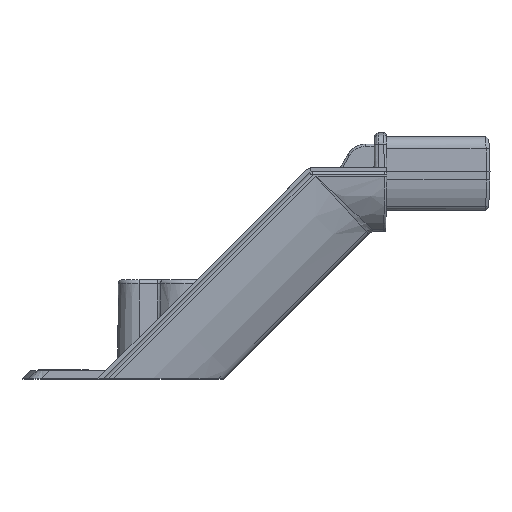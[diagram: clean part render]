
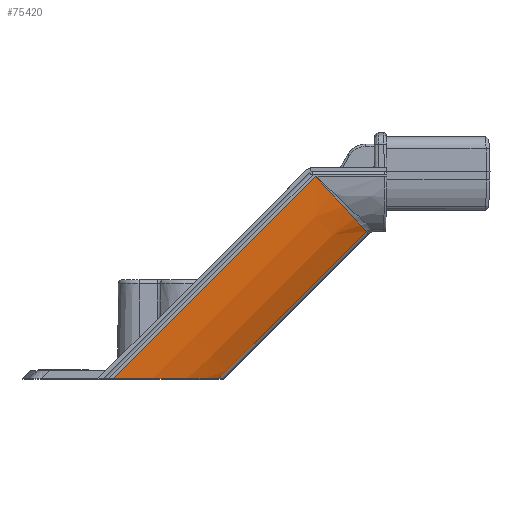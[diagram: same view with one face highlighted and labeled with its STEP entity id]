
A CAD part, top view. The second image highlights one B-rep face of the part: STEP entity #75420.
In plain terms, the highlighted face is a extrusion surface.
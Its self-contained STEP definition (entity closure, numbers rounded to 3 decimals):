
#67780=CARTESIAN_POINT('',(-43.077,49.689,
-2.489));
#67790=VERTEX_POINT('',#67780);
#74520=CARTESIAN_POINT('',(-44.557,51.141,
-2.489));
#74530=CARTESIAN_POINT('',(-44.068,50.652,
-2.489));
#74540=CARTESIAN_POINT('',(-43.58,50.164,
-2.489));
#74550=CARTESIAN_POINT('',(-41.476,48.06,
-2.489));
#74560=CARTESIAN_POINT('',(-39.87,46.454,
-2.736));
#74570=CARTESIAN_POINT('',(-36.789,43.373,
-3.71));
#74580=CARTESIAN_POINT('',(-35.333,41.917,
-4.43));
#74590=CARTESIAN_POINT('',(-32.689,39.273,
-6.287));
#74600=CARTESIAN_POINT('',(-31.517,38.101,
-7.412));
#74610=CARTESIAN_POINT('',(-29.751,36.335,
-9.723));
#74620=CARTESIAN_POINT('',(-28.966,35.55,
-10.75));
#74630=CARTESIAN_POINT('',(-16.131,22.715,
-27.549));
#74640=CARTESIAN_POINT('',(-4.08,10.664,
-43.32));
#74650=CARTESIAN_POINT('',(8.329,-1.745,
-59.56));
#74660=CARTESIAN_POINT('',(8.687,-2.104,
-60.03));
#74670=CARTESIAN_POINT('',(44.298,-37.714,
-106.634));
#74680=CARTESIAN_POINT('',(79.549,-72.966,
-152.769));
#74690=CARTESIAN_POINT('',(128.499,-121.915,
-216.832));
#74700=CARTESIAN_POINT('',(142.198,-135.614,
-234.76));
#74710=CARTESIAN_POINT('',(169.704,-163.12,
-270.758));
#74720=CARTESIAN_POINT('',(183.511,-176.927,
-288.828));
#74730=CARTESIAN_POINT('',(197.319,-190.735,
-306.899));
#74740=B_SPLINE_CURVE_WITH_KNOTS('',3,(#74520,#74530,#74540,#74550,
#74560,#74570,#74580,#74590,#74600,#74610,#74620,#74630,#74640,#74650,
#74660,#74670,#74680,#74690,#74700,#74710,#74720,#74730),.UNSPECIFIED.,
.F.,.F.,(4,2,2,2,2,2,2,2,2,2,4),(-0.303,0.,1.,2.,3.,
3.8,16.087,16.453,52.397,
66.364,80.443),.UNSPECIFIED.);
#74750=DIRECTION('',(-0.707,-0.707,0.));
#74760=VECTOR('',#74750,1.);
#74770=SURFACE_OF_LINEAR_EXTRUSION('',#74740,#74760);
#74780=CARTESIAN_POINT('',(-94.998,0.701,
-2.489));
#74790=CARTESIAN_POINT('',(-94.02,0.701,
-2.489));
#74800=CARTESIAN_POINT('',(-93.043,0.701,
-2.489));
#74810=CARTESIAN_POINT('',(-88.834,0.701,
-2.489));
#74820=CARTESIAN_POINT('',(-85.623,0.701,
-2.736));
#74830=CARTESIAN_POINT('',(-79.462,0.701,
-3.71));
#74840=CARTESIAN_POINT('',(-76.549,0.701,
-4.43));
#74850=CARTESIAN_POINT('',(-71.261,0.701,
-6.287));
#74860=CARTESIAN_POINT('',(-68.918,0.701,
-7.412));
#74870=CARTESIAN_POINT('',(-65.386,0.701,
-9.723));
#74880=CARTESIAN_POINT('',(-63.816,0.701,
-10.75));
#74890=CARTESIAN_POINT('',(-38.145,0.701,
-27.549));
#74900=CARTESIAN_POINT('',(-14.044,0.701,
-43.32));
#74910=CARTESIAN_POINT('',(10.774,0.701,
-59.56));
#74920=CARTESIAN_POINT('',(11.492,0.701,
-60.03));
#74930=CARTESIAN_POINT('',(82.712,0.701,
-106.634));
#74940=CARTESIAN_POINT('',(153.216,0.701,
-152.769));
#74950=CARTESIAN_POINT('',(251.115,0.701,
-216.832));
#74960=CARTESIAN_POINT('',(278.512,0.701,
-234.76));
#74970=CARTESIAN_POINT('',(333.524,0.701,
-270.758));
#74980=CARTESIAN_POINT('',(361.139,0.701,
-288.828));
#74990=CARTESIAN_POINT('',(388.754,0.701,
-306.899));
#75000=B_SPLINE_CURVE_WITH_KNOTS('',3,(#74780,#74790,#74800,#74810,
#74820,#74830,#74840,#74850,#74860,#74870,#74880,#74890,#74900,#74910,
#74920,#74930,#74940,#74950,#74960,#74970,#74980,#74990),.UNSPECIFIED.,
.F.,.F.,(4,2,2,2,2,2,2,2,2,2,4),(-0.303,0.,1.,2.,3.,
3.8,16.087,16.453,52.397,
66.364,80.443),.UNSPECIFIED.);
#75010=CARTESIAN_POINT('',(-92.065,0.701,
-2.489));
#75020=VERTEX_POINT('',#75010);
#75030=CARTESIAN_POINT('',(-66.598,0.701,
-8.93));
#75040=VERTEX_POINT('',#75030);
#75050=EDGE_CURVE('',#75020,#75040,#75000,.T.);
#75060=ORIENTED_EDGE('',*,*,#75050,.T.);
#75070=CARTESIAN_POINT('',(-43.091,49.675,
-2.489));
#75080=DIRECTION('',(-0.707,-0.707,0.));
#75090=VECTOR('',#75080,1.);
#75100=LINE('',#75070,#75090);
#75110=EDGE_CURVE('',#67790,#75020,#75100,.T.);
#75120=ORIENTED_EDGE('',*,*,#75110,.T.);
#75130=CARTESIAN_POINT('',(-43.077,49.689,
-2.489));
#75140=CARTESIAN_POINT('',(-41.902,48.426,
-2.489));
#75150=CARTESIAN_POINT('',(-40.731,47.161,
-2.629));
#75160=CARTESIAN_POINT('',(-38.425,44.673,
-3.196));
#75170=CARTESIAN_POINT('',(-37.295,43.451,
-3.621));
#75180=CARTESIAN_POINT('',(-35.499,41.503,
-4.57));
#75190=CARTESIAN_POINT('',(-34.812,40.756,
-5.006));
#75200=CARTESIAN_POINT('',(-33.497,39.321,
-6.005));
#75210=CARTESIAN_POINT('',(-32.868,38.633,
-6.568));
#75220=CARTESIAN_POINT('',(-31.977,37.654,
-7.516));
#75230=CARTESIAN_POINT('',(-31.691,37.338,
-7.849));
#75240=CARTESIAN_POINT('',(-31.274,36.879,
-8.377));
#75250=CARTESIAN_POINT('',(-31.142,36.729,
-8.556));
#75260=CARTESIAN_POINT('',(-30.959,36.531,
-8.805));
#75270=CARTESIAN_POINT('',(-30.912,36.483,
-8.867));
#75280=CARTESIAN_POINT('',(-30.865,36.434,
-8.93));
#75290=B_SPLINE_CURVE_WITH_KNOTS('',3,(#75130,#75140,#75150,#75160,
#75170,#75180,#75190,#75200,#75210,#75220,#75230,#75240,#75250,#75260,
#75270,#75280),.UNSPECIFIED.,.F.,.F.,(4,2,2,2,2,2,2,4),(0.,
5.18,10.332,13.649,16.931,
18.572,19.392,19.663),.UNSPECIFIED.);
#75300=CARTESIAN_POINT('',(-30.865,36.434,
-8.93));
#75310=VERTEX_POINT('',#75300);
#75320=EDGE_CURVE('',#67790,#75310,#75290,.T.);
#75330=ORIENTED_EDGE('',*,*,#75320,.F.);
#75340=CARTESIAN_POINT('',(-30.357,36.941,
-8.93));
#75350=DIRECTION('',(0.707,0.707,0.));
#75360=VECTOR('',#75350,1.);
#75370=LINE('',#75340,#75360);
#75380=EDGE_CURVE('',#75040,#75310,#75370,.T.);
#75390=ORIENTED_EDGE('',*,*,#75380,.T.);
#75400=EDGE_LOOP('',(#75390,#75330,#75120,#75060));
#75410=FACE_OUTER_BOUND('',#75400,.T.);
#75420=ADVANCED_FACE('',(#75410),#74770,.F.);
